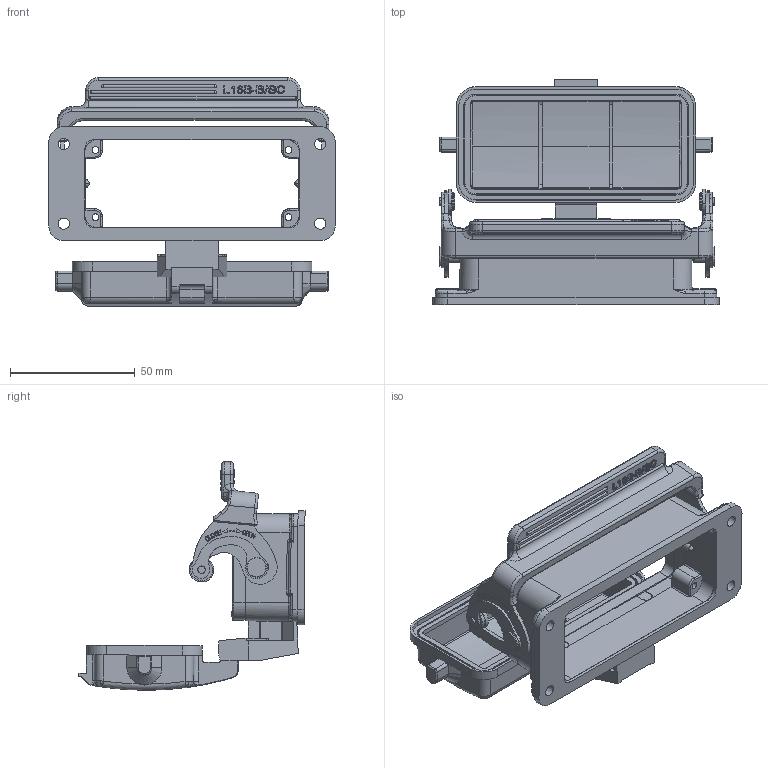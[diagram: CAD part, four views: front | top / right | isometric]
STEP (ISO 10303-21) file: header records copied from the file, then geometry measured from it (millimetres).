
FILE_DESCRIPTION((''),'2;1');
FILE_NAME('PRT0406','2017-09-29T',('dm.li'),(''),'PRO/ENGINEER BY PARAMETRIC TECHNOLOGY CORPORATION, 2012480','PRO/ENGINEER BY PARAMETRIC TECHNOLOGY CORPORATION, 2012480','');
FILE_SCHEMA(('AUTOMOTIVE_DESIGN { 1 0 10303 214 1 1 1 1 }'));
Products named in the file (1): PRT0406
Bounding box: 115 x 90.79 x 91.73 mm (x, y, z)
Volume: 15488.6 mm3; surface area: 56337 mm2
Topology: 1 solids, 5 shells, 1347 faces, 3660 edges, 2338 vertices
Faces by surface type: plane 551, cylinder 400, extrusion 167, bspline 97, torus 79, cone 31, sphere 22
Entity records: 57800 total; most frequent: CARTESIAN_POINT 19877, ORIENTED_EDGE 7210, DIRECTION 6155, EDGE_CURVE 3612, VERTEX_POINT 2338, AXIS2_PLACEMENT_3D 2052, VECTOR 2051, LINE 1884
